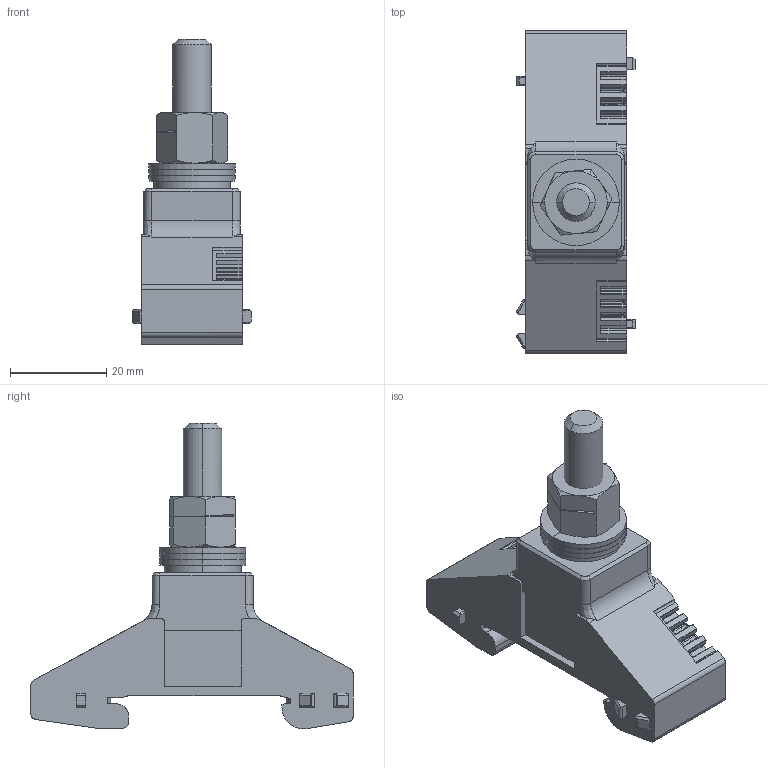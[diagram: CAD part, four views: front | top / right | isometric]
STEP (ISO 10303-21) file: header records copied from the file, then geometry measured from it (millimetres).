
FILE_DESCRIPTION(('CATIA V5 STEP Exchange','CAx-IF Rec.Pracs.--- Model Styling and Organization---1.5--- 2016-08-15','CAx-IF Rec.Pracs.---Supplemental Geometry---1.0---2011-11-01','CAx-IF Rec.Pracs.--- Composite Materials ---1.1---2010-07-15'),'2;1');
FILE_NAME ('D1460597_1', '2025-09-22T05:12:29+00:00', ('none'), ('Weidmueller'), 'CATIA Version 5-6 Release 2024 SP4', 'CATIA V5 STEP AP214 v3', 'none');
FILE_SCHEMA(('AUTOMOTIVE_DESIGN { 1 0 10303 214 1 1 1 1 }'));
Length unit declared in the file: millimetre
Products named in the file (1): 1968960000
Bounding box: 24.6 x 67 x 63.55 mm (x, y, z)
Volume: 29582.4 mm3; surface area: 10521.4 mm2
Topology: 5 solids, 5 shells, 390 faces, 1092 edges, 714 vertices
Faces by surface type: plane 230, cylinder 109, cone 47, bspline 4
Entity records: 12654 total; most frequent: CARTESIAN_POINT 3306, ORIENTED_EDGE 2184, DIRECTION 1519, EDGE_CURVE 1092, VECTOR 768, LINE 768, VERTEX_POINT 714, AXIS2_PLACEMENT_3D 462
